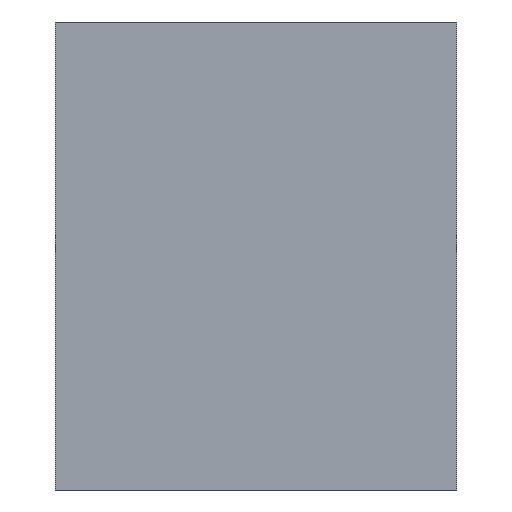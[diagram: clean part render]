
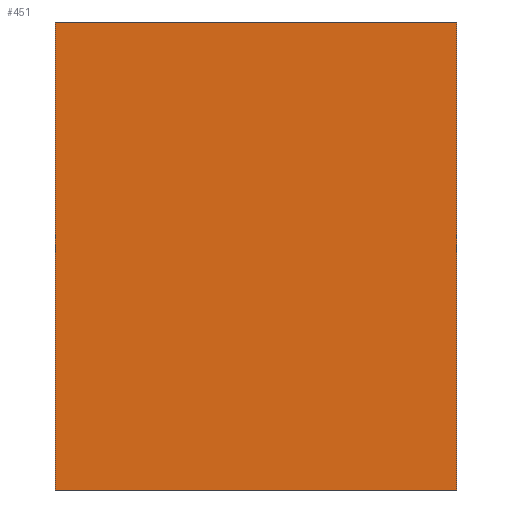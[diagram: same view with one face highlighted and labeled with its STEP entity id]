
A CAD part, front view. The second image highlights one B-rep face of the part: STEP entity #451.
In plain terms, the highlighted planar face has unit normal (0, -1, 0).
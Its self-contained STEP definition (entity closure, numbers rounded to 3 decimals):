
#29=FACE_OUTER_BOUND('',#55,.T.);
#55=EDGE_LOOP('',(#335,#336,#337,#338));
#106=LINE('',#691,#166);
#107=LINE('',#693,#167);
#108=LINE('',#695,#168);
#109=LINE('',#696,#169);
#166=VECTOR('',#562,10.);
#167=VECTOR('',#563,10.);
#168=VECTOR('',#564,10.);
#169=VECTOR('',#565,10.);
#220=VERTEX_POINT('',#689);
#221=VERTEX_POINT('',#690);
#222=VERTEX_POINT('',#692);
#223=VERTEX_POINT('',#694);
#266=EDGE_CURVE('',#220,#221,#106,.T.);
#267=EDGE_CURVE('',#221,#222,#107,.T.);
#268=EDGE_CURVE('',#222,#223,#108,.T.);
#269=EDGE_CURVE('',#223,#220,#109,.T.);
#335=ORIENTED_EDGE('',*,*,#266,.T.);
#336=ORIENTED_EDGE('',*,*,#267,.T.);
#337=ORIENTED_EDGE('',*,*,#268,.T.);
#338=ORIENTED_EDGE('',*,*,#269,.T.);
#425=PLANE('',#491);
#451=ADVANCED_FACE('',(#29),#425,.T.);
#491=AXIS2_PLACEMENT_3D('',#688,#560,#561);
#560=DIRECTION('center_axis',(0.,-1.,0.));
#561=DIRECTION('ref_axis',(0.,0.,-1.));
#562=DIRECTION('',(0.,0.,1.));
#563=DIRECTION('',(-1.,0.,0.));
#564=DIRECTION('',(0.,0.,-1.));
#565=DIRECTION('',(1.,0.,0.));
#688=CARTESIAN_POINT('Origin',(65.,-30.,0.));
#689=CARTESIAN_POINT('',(215.,-30.,-175.));
#690=CARTESIAN_POINT('',(215.,-30.,175.));
#691=CARTESIAN_POINT('',(215.,-30.,175.));
#692=CARTESIAN_POINT('',(-85.,-30.,175.));
#693=CARTESIAN_POINT('',(-85.,-30.,175.));
#694=CARTESIAN_POINT('',(-85.,-30.,-175.));
#695=CARTESIAN_POINT('',(-85.,-30.,-175.));
#696=CARTESIAN_POINT('',(215.,-30.,-175.));
